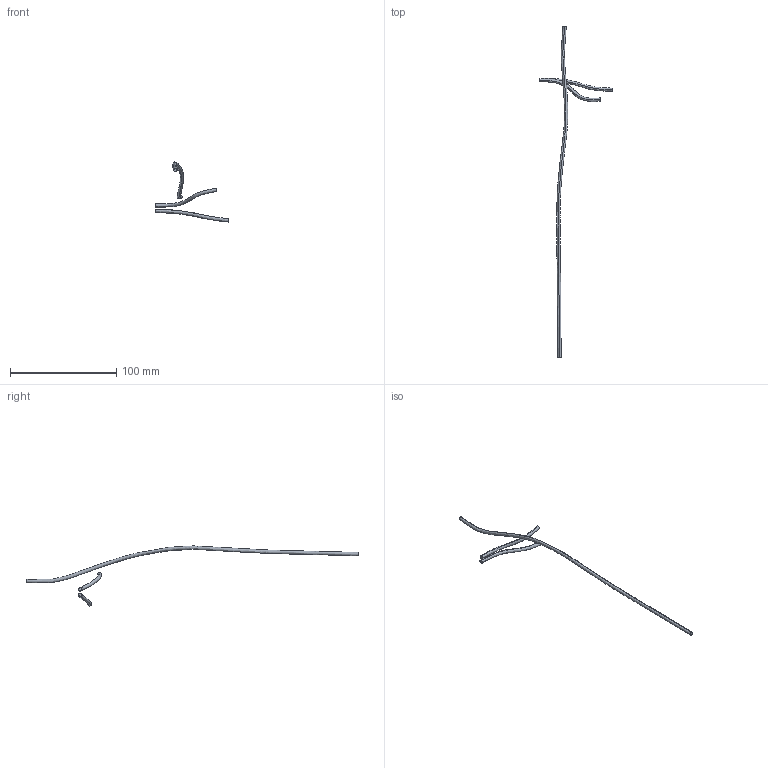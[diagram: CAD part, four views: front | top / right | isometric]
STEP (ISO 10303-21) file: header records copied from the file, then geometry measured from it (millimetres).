
FILE_DESCRIPTION (( 'STEP AP203' ), '1' );
FILE_NAME ('13-018370.step', '2022-01-07T14:39:47', ( '' ), ( '' ), 'SwSTEP 2.0', 'SolidWorks 2021', '' );
FILE_SCHEMA (( 'CONFIG_CONTROL_DESIGN' ));
Length unit declared in the file: millimetre
Products named in the file (1): 13-018370
Bounding box: 69.05 x 312.83 x 56.65 mm (x, y, z)
Volume: 3580.2 mm3; surface area: 4565.3 mm2
Topology: 3 solids, 3 shells, 12 faces, 18 edges, 12 vertices
Faces by surface type: bspline 6, plane 6
Entity records: 1163 total; most frequent: CARTESIAN_POINT 895, DIRECTION 38, ORIENTED_EDGE 36, AXIS2_PLACEMENT_3D 19, EDGE_CURVE 18, FACE_OUTER_BOUND 12, ADVANCED_FACE 12, CIRCLE 12
